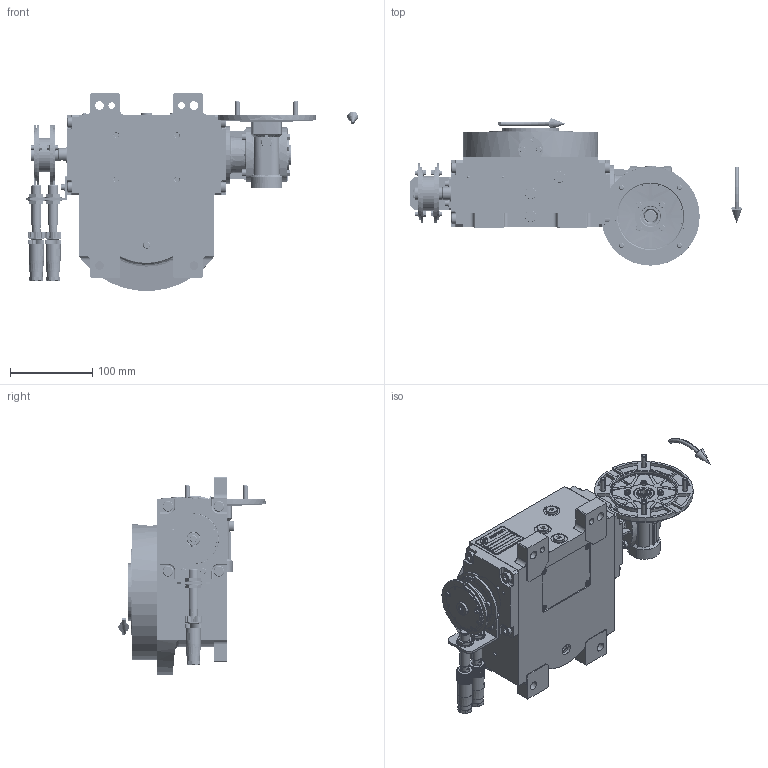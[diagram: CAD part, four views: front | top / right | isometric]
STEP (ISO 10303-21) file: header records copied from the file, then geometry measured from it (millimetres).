
FILE_DESCRIPTION (( 'STEP AP203' ), '1' );
FILE_NAME ('PC5201721.step', '2025-12-02T15:47:51', ( '' ), ( '' ), 'SwSTEP 2.0', 'SolidWorks 2020', '' );
FILE_SCHEMA (( 'CONFIG_CONTROL_DESIGN' ));
Length unit declared in the file: millimetre
Products named in the file (81): cfn2151_01_087; CFN2356_03_051.stp; cfn2104_01_016; cfn2128_04_011; cfn2073_01_011; CFN2104_02_017.stp; cfn2276_01_065; AS_900_38_10_028; cfn2115_02_188; 900_38_30_003; AS_rig04_071_8_m; cfn2401_02_005; cfn2115_02_213; rig04_007_master; AS_rig04_004; cfn2000_01_129; cfn2000_01_147; 900_00_00_005; rig04_003_8; cfn2107_01_001; cfn2205_01_012; cfn2155_01_055; cfn2003_01_063; cfn2476_01_001_48x38; cfn2400_04_024; cfn2000_01_161; AS_cfn2476_01_001_48x38; cfn2128_05_006; cfn2000_01_184; rig04_004; rig04_015; CFN2223_01-390X6-B.stp; cfn2055_01_002; PC5201721; rig04_001_a; CFN2203_02_001.stp; cfn2070_05_001; AS_900_00_00_005; CFN2010_01_006.stp; AS_rig04_002_bl_009 ...
Assembly tree (76 placements, depth 5):
  cfn2151_01_087
  CFN2356_03_051.stp
  cfn2276_01_065
  cfn2115_02_213
  rig04_007_master
Bounding box: 404.5 x 179.5 x 240.62 mm (x, y, z)
Volume: 1673410.5 mm3; surface area: 524709.7 mm2
Topology: 77 solids, 77 shells, 5401 faces, 13675 edges, 8667 vertices
Faces by surface type: plane 2559, cylinder 1749, cone 903, torus 171, bspline 13, sphere 6
Entity records: 145144 total; most frequent: CARTESIAN_POINT 34660, ORIENTED_EDGE 21266, DIRECTION 21204, EDGE_CURVE 10633, AXIS2_PLACEMENT_3D 7712, VERTEX_POINT 6810, VECTOR 5780, LINE 5780
